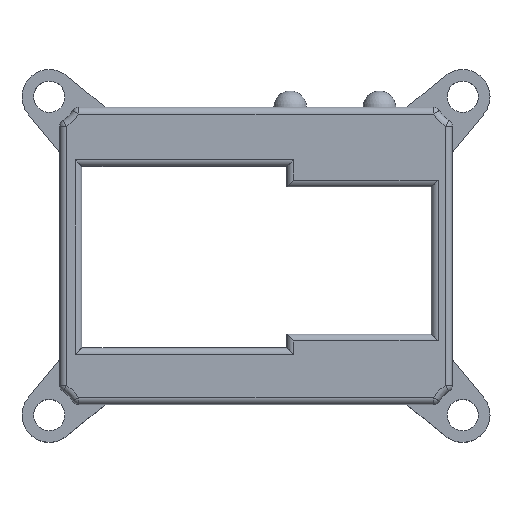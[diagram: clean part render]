
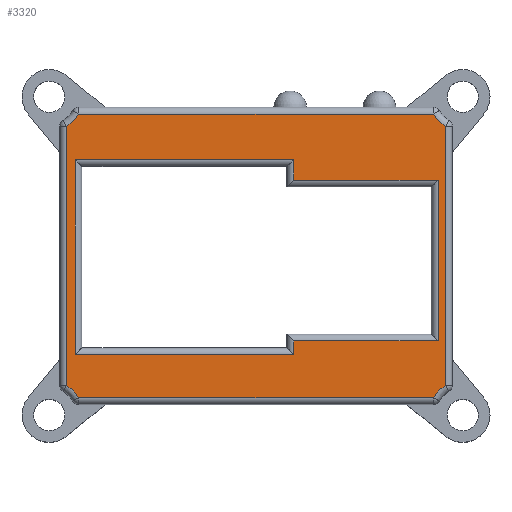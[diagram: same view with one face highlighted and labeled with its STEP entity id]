
A CAD part, top view. The second image highlights one B-rep face of the part: STEP entity #3320.
In plain terms, the highlighted planar face has unit normal (0, 0, 1).
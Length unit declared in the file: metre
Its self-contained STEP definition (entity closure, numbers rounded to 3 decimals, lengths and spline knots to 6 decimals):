
#108=CIRCLE('',#3537,0.0025);
#109=CIRCLE('',#3538,0.0025);
#110=CIRCLE('',#3539,0.0025);
#111=CIRCLE('',#3540,0.0025);
#307=ORIENTED_EDGE('',*,*,#1307,.T.);
#308=ORIENTED_EDGE('',*,*,#1308,.T.);
#309=ORIENTED_EDGE('',*,*,#1309,.T.);
#310=ORIENTED_EDGE('',*,*,#1310,.T.);
#311=ORIENTED_EDGE('',*,*,#1311,.T.);
#312=ORIENTED_EDGE('',*,*,#1312,.T.);
#313=ORIENTED_EDGE('',*,*,#1313,.T.);
#314=ORIENTED_EDGE('',*,*,#1314,.T.);
#315=ORIENTED_EDGE('',*,*,#1315,.T.);
#316=ORIENTED_EDGE('',*,*,#1316,.T.);
#317=ORIENTED_EDGE('',*,*,#1317,.T.);
#318=ORIENTED_EDGE('',*,*,#1318,.T.);
#319=ORIENTED_EDGE('',*,*,#1319,.T.);
#320=ORIENTED_EDGE('',*,*,#1320,.T.);
#321=ORIENTED_EDGE('',*,*,#1321,.T.);
#322=ORIENTED_EDGE('',*,*,#1322,.T.);
#1307=EDGE_CURVE('',#1807,#1808,#2116,.F.);
#1308=EDGE_CURVE('',#1808,#1809,#108,.F.);
#1309=EDGE_CURVE('',#1809,#1810,#2117,.F.);
#1310=EDGE_CURVE('',#1810,#1811,#109,.F.);
#1311=EDGE_CURVE('',#1811,#1812,#2118,.T.);
#1312=EDGE_CURVE('',#1812,#1813,#110,.F.);
#1313=EDGE_CURVE('',#1813,#1814,#2119,.T.);
#1314=EDGE_CURVE('',#1814,#1807,#111,.F.);
#1315=EDGE_CURVE('',#1815,#1816,#2120,.T.);
#1316=EDGE_CURVE('',#1816,#1817,#2121,.T.);
#1317=EDGE_CURVE('',#1817,#1818,#2122,.F.);
#1318=EDGE_CURVE('',#1818,#1819,#2123,.F.);
#1319=EDGE_CURVE('',#1819,#1820,#2124,.T.);
#1320=EDGE_CURVE('',#1820,#1821,#2125,.T.);
#1321=EDGE_CURVE('',#1821,#1822,#2126,.T.);
#1322=EDGE_CURVE('',#1822,#1815,#2127,.F.);
#1807=VERTEX_POINT('',#5032);
#1808=VERTEX_POINT('',#5033);
#1809=VERTEX_POINT('',#5035);
#1810=VERTEX_POINT('',#5037);
#1811=VERTEX_POINT('',#5039);
#1812=VERTEX_POINT('',#5041);
#1813=VERTEX_POINT('',#5043);
#1814=VERTEX_POINT('',#5045);
#1815=VERTEX_POINT('',#5048);
#1816=VERTEX_POINT('',#5049);
#1817=VERTEX_POINT('',#5051);
#1818=VERTEX_POINT('',#5053);
#1819=VERTEX_POINT('',#5055);
#1820=VERTEX_POINT('',#5057);
#1821=VERTEX_POINT('',#5059);
#1822=VERTEX_POINT('',#5061);
#2116=LINE('',#5031,#2494);
#2117=LINE('',#5036,#2495);
#2118=LINE('',#5040,#2496);
#2119=LINE('',#5044,#2497);
#2120=LINE('',#5047,#2498);
#2121=LINE('',#5050,#2499);
#2122=LINE('',#5052,#2500);
#2123=LINE('',#5054,#2501);
#2124=LINE('',#5056,#2502);
#2125=LINE('',#5058,#2503);
#2126=LINE('',#5060,#2504);
#2127=LINE('',#5062,#2505);
#2494=VECTOR('',#3954,1.);
#2495=VECTOR('',#3957,1.);
#2496=VECTOR('',#3960,1.);
#2497=VECTOR('',#3963,1.);
#2498=VECTOR('',#3966,1.);
#2499=VECTOR('',#3967,1.);
#2500=VECTOR('',#3968,1.);
#2501=VECTOR('',#3969,1.);
#2502=VECTOR('',#3970,1.);
#2503=VECTOR('',#3971,1.);
#2504=VECTOR('',#3972,1.);
#2505=VECTOR('',#3973,1.);
#2796=EDGE_LOOP('',(#307,#308,#309,#310,#311,#312,#313,#314));
#2797=EDGE_LOOP('',(#315,#316,#317,#318,#319,#320,#321,#322));
#3003=FACE_BOUND('',#2796,.T.);
#3004=FACE_BOUND('',#2797,.T.);
#3205=PLANE('',#3536);
#3320=ADVANCED_FACE('',(#3003,#3004),#3205,.T.);
#3536=AXIS2_PLACEMENT_3D('',#5030,#3952,#3953);
#3537=AXIS2_PLACEMENT_3D('',#5034,#3955,#3956);
#3538=AXIS2_PLACEMENT_3D('',#5038,#3958,#3959);
#3539=AXIS2_PLACEMENT_3D('',#5042,#3961,#3962);
#3540=AXIS2_PLACEMENT_3D('',#5046,#3964,#3965);
#3952=DIRECTION('',(0.,0.,1.));
#3953=DIRECTION('',(1.,0.,0.));
#3954=DIRECTION('',(1.,0.,0.));
#3955=DIRECTION('',(0.,0.,1.));
#3956=DIRECTION('',(1.,0.,0.));
#3957=DIRECTION('',(0.,1.,0.));
#3958=DIRECTION('',(0.,0.,1.));
#3959=DIRECTION('',(1.,0.,0.));
#3960=DIRECTION('',(1.,0.,0.));
#3961=DIRECTION('',(0.,0.,1.));
#3962=DIRECTION('',(1.,0.,0.));
#3963=DIRECTION('',(0.,1.,0.));
#3964=DIRECTION('',(0.,0.,1.));
#3965=DIRECTION('',(1.,0.,0.));
#3966=DIRECTION('',(0.,-1.,0.));
#3967=DIRECTION('',(-1.,0.,0.));
#3968=DIRECTION('',(0.,-1.,0.));
#3969=DIRECTION('',(-1.,0.,0.));
#3970=DIRECTION('',(0.,-1.,0.));
#3971=DIRECTION('',(1.,0.,0.));
#3972=DIRECTION('',(0.,-1.,0.));
#3973=DIRECTION('',(1.,0.,0.));
#5030=CARTESIAN_POINT('',(0.,0.000207,0.009));
#5031=CARTESIAN_POINT('',(0.,0.010613,0.009));
#5032=CARTESIAN_POINT('',(0.013013,0.010613,0.009));
#5033=CARTESIAN_POINT('',(-0.013013,0.010613,0.009));
#5034=CARTESIAN_POINT('',(-0.015168,0.011881,0.009));
#5035=CARTESIAN_POINT('',(-0.0139,0.009726,0.009));
#5036=CARTESIAN_POINT('',(-0.0139,0.000207,0.009));
#5037=CARTESIAN_POINT('',(-0.0139,-0.009313,0.009));
#5038=CARTESIAN_POINT('',(-0.015168,-0.011468,0.009));
#5039=CARTESIAN_POINT('',(-0.013013,-0.0102,0.009));
#5040=CARTESIAN_POINT('',(0.013321,-0.0102,0.009));
#5041=CARTESIAN_POINT('',(0.013013,-0.0102,0.009));
#5042=CARTESIAN_POINT('',(0.015168,-0.011468,0.009));
#5043=CARTESIAN_POINT('',(0.0139,-0.009313,0.009));
#5044=CARTESIAN_POINT('',(0.0139,0.010034,0.009));
#5045=CARTESIAN_POINT('',(0.0139,0.009726,0.009));
#5046=CARTESIAN_POINT('',(0.015168,0.011881,0.009));
#5047=CARTESIAN_POINT('',(0.002762,-0.006537,0.009));
#5048=CARTESIAN_POINT('',(0.002762,-0.006037,0.009));
#5049=CARTESIAN_POINT('',(0.002762,-0.007037,0.009));
#5050=CARTESIAN_POINT('',(-0.012772,-0.007037,0.009));
#5051=CARTESIAN_POINT('',(-0.013272,-0.007037,0.009));
#5052=CARTESIAN_POINT('',(-0.013272,0.000207,0.009));
#5053=CARTESIAN_POINT('',(-0.013272,0.007263,0.009));
#5054=CARTESIAN_POINT('',(0.,0.007263,0.009));
#5055=CARTESIAN_POINT('',(0.002762,0.007263,0.009));
#5056=CARTESIAN_POINT('',(0.002762,0.005263,0.009));
#5057=CARTESIAN_POINT('',(0.002762,0.005763,0.009));
#5058=CARTESIAN_POINT('',(0.012862,0.005763,0.009));
#5059=CARTESIAN_POINT('',(0.013362,0.005763,0.009));
#5060=CARTESIAN_POINT('',(0.013362,-0.005537,0.009));
#5061=CARTESIAN_POINT('',(0.013362,-0.006037,0.009));
#5062=CARTESIAN_POINT('',(0.,-0.006037,0.009));
